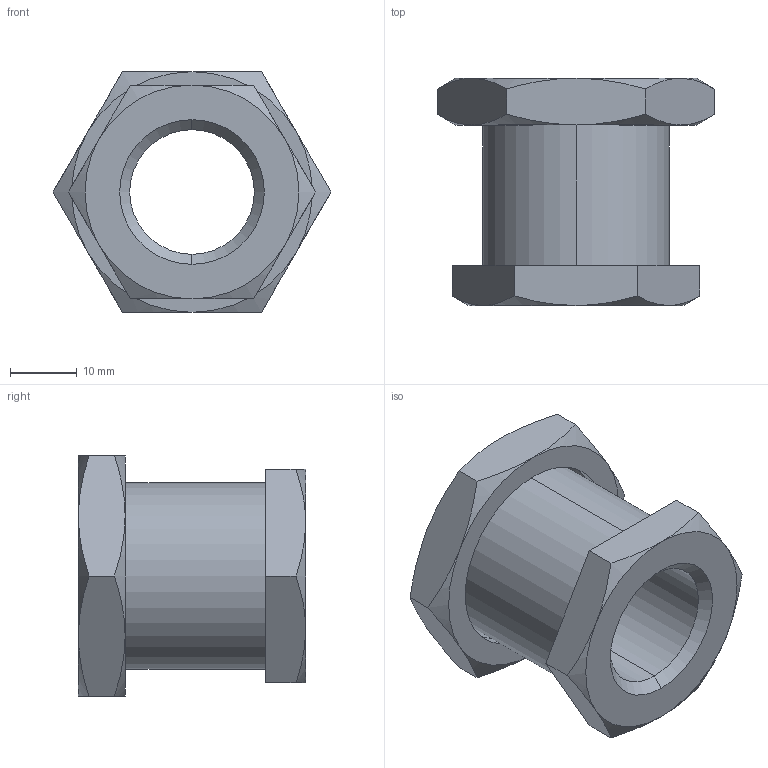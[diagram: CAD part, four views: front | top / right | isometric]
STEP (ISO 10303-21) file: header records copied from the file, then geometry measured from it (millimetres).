
FILE_DESCRIPTION (( 'STEP AP214' ), '1' );
FILE_NAME ('0306000005A.STEP', '2016-12-07T10:30:36', ( '' ), ( '' ), 'SwSTEP 2.0', 'SolidWorks 2016', '' );
FILE_SCHEMA (( 'AUTOMOTIVE_DESIGN' ));
Length unit declared in the file: millimetre
Products named in the file (5): 0306000005A; 3060_0306000010500 12; 1704_017040001H100 M28x1.5; 1704; 3060
Assembly tree (2 placements, depth 2):
  0306000005A
    3060_0306000010500 12
    1704_017040001H100 M28x1.5
  1704
  3060
Bounding box: 41.57 x 34 x 36 mm (x, y, z)
Volume: 16154.2 mm3; surface area: 8380.5 mm2
Topology: 2 solids, 2 shells, 53 faces, 114 edges, 66 vertices
Faces by surface type: cone 28, plane 17, cylinder 8
Entity records: 1865 total; most frequent: CARTESIAN_POINT 479, DIRECTION 238, ORIENTED_EDGE 228, EDGE_CURVE 114, AXIS2_PLACEMENT_3D 101, VERTEX_POINT 66, EDGE_LOOP 58, ADVANCED_FACE 53
